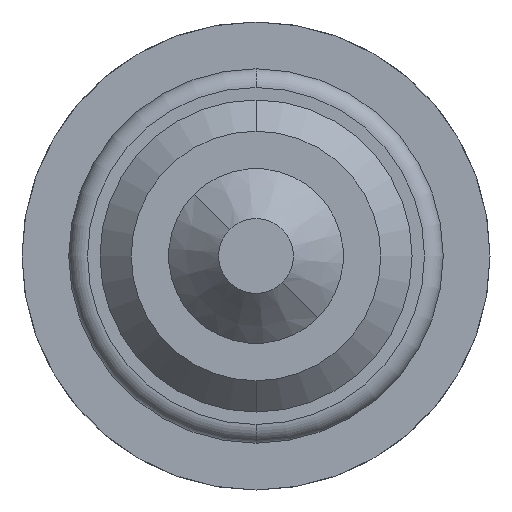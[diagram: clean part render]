
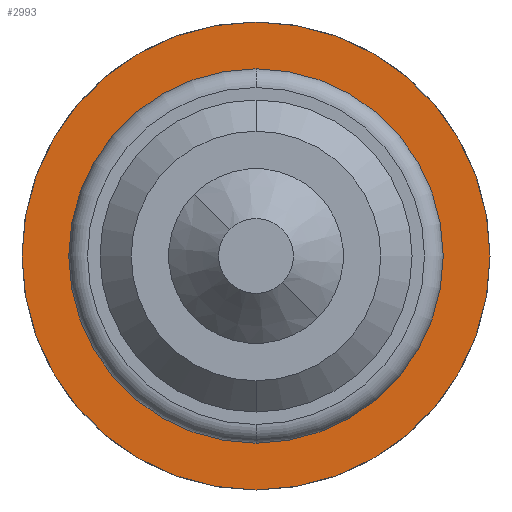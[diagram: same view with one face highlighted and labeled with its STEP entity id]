
A CAD part, front view. The second image highlights one B-rep face of the part: STEP entity #2993.
In plain terms, the highlighted planar face has unit normal (0, -1, 0).
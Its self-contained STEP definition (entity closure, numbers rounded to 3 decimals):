
#64 = AXIS2_PLACEMENT_3D ( 'NONE', #1228, #5617, #3063 ) ;
#116 = AXIS2_PLACEMENT_3D ( 'NONE', #2316, #1449, #218 ) ;
#218 = DIRECTION ( 'NONE',  ( 0., 0., -1. ) ) ;
#396 = DIRECTION ( 'NONE',  ( 0., 0., -1. ) ) ;
#477 = EDGE_CURVE ( 'Defeature ausgef�hrt2_5+Defeature ausgef�hrt2_6+Defeature ausgef�hrt2_6+Defeature ausgef�hrt2_6', #4267, #5115, #3695, .T. ) ;
#629 = EDGE_CURVE ( 'Defeature ausgef�hrt2_5+Defeature ausgef�hrt2_6+Defeature ausgef�hrt2_6+Defeature ausgef�hrt2_6', #5115, #4267, #5478, .T. ) ;
#1022 = EDGE_LOOP ( 'NONE', ( #1075, #4048 ) ) ;
#1075 = ORIENTED_EDGE ( 'NONE', *, *, #5566, .F. ) ;
#1190 = FACE_BOUND ( 'NONE', #1022, .T. ) ;
#1228 = CARTESIAN_POINT ( 'NONE',  ( 0., 20., 0. ) ) ;
#1370 = CARTESIAN_POINT ( 'NONE',  ( 0., 20., 1.5 ) ) ;
#1449 = DIRECTION ( 'NONE',  ( 0., -1., 0. ) ) ;
#2012 = ORIENTED_EDGE ( 'NONE', *, *, #477, .T. ) ;
#2316 = CARTESIAN_POINT ( 'NONE',  ( 0., 20., 0. ) ) ;
#2484 = DIRECTION ( 'NONE',  ( 0., -1., 0. ) ) ;
#2489 = CIRCLE ( 'NONE', #3828, 1.5 ) ;
#2539 = CARTESIAN_POINT ( 'NONE',  ( 0., 20., 0. ) ) ;
#2796 = FACE_OUTER_BOUND ( 'NONE', #4588, .T. ) ;
#2943 = VERTEX_POINT ( 'NONE', #4056 ) ;
#2993 = ADVANCED_FACE ( 'Defeature ausgef�hrt2_5', ( #2796, #1190 ), #5291, .T. ) ;
#3063 = DIRECTION ( 'NONE',  ( 0., 0., -1. ) ) ;
#3138 = CARTESIAN_POINT ( 'NONE',  ( 1.5, 20., 0. ) ) ;
#3162 = EDGE_CURVE ( 'Defeature ausgef�hrt2_4+Defeature ausgef�hrt2_5+Defeature ausgef�hrt2_5+Defeature ausgef�hrt2_5', #4631, #2943, #4481, .T. ) ;
#3182 = CARTESIAN_POINT ( 'NONE',  ( 0., 20., -1.875 ) ) ;
#3364 = DIRECTION ( 'NONE',  ( 0., -1., 0. ) ) ;
#3565 = DIRECTION ( 'NONE',  ( 0., -1., 0. ) ) ;
#3695 = CIRCLE ( 'NONE', #4866, 1.875 ) ;
#3703 = AXIS2_PLACEMENT_3D ( 'NONE', #3138, #3565, #4442 ) ;
#3828 = AXIS2_PLACEMENT_3D ( 'NONE', #4224, #2484, #4993 ) ;
#4048 = ORIENTED_EDGE ( 'NONE', *, *, #3162, .F. ) ;
#4056 = CARTESIAN_POINT ( 'NONE',  ( 0., 20., -1.5 ) ) ;
#4224 = CARTESIAN_POINT ( 'NONE',  ( 0., 20., 0. ) ) ;
#4267 = VERTEX_POINT ( 'NONE', #3182 ) ;
#4442 = DIRECTION ( 'NONE',  ( 0., 0., -1. ) ) ;
#4481 = CIRCLE ( 'NONE', #64, 1.5 ) ;
#4588 = EDGE_LOOP ( 'NONE', ( #2012, #5450 ) ) ;
#4631 = VERTEX_POINT ( 'NONE', #1370 ) ;
#4866 = AXIS2_PLACEMENT_3D ( 'NONE', #2539, #3364, #396 ) ;
#4993 = DIRECTION ( 'NONE',  ( 0., 0., -1. ) ) ;
#5115 = VERTEX_POINT ( 'NONE', #5510 ) ;
#5291 = PLANE ( 'NONE',  #3703 ) ;
#5450 = ORIENTED_EDGE ( 'NONE', *, *, #629, .T. ) ;
#5478 = CIRCLE ( 'NONE', #116, 1.875 ) ;
#5510 = CARTESIAN_POINT ( 'NONE',  ( 0., 20., 1.875 ) ) ;
#5566 = EDGE_CURVE ( 'Defeature ausgef�hrt2_4+Defeature ausgef�hrt2_5+Defeature ausgef�hrt2_5+Defeature ausgef�hrt2_5', #2943, #4631, #2489, .T. ) ;
#5617 = DIRECTION ( 'NONE',  ( 0., -1., 0. ) ) ;
